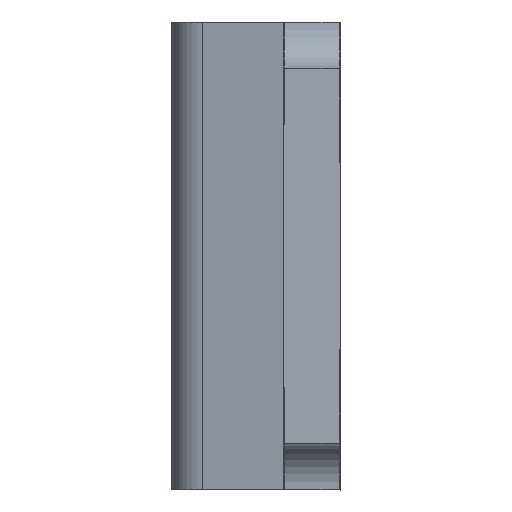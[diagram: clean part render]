
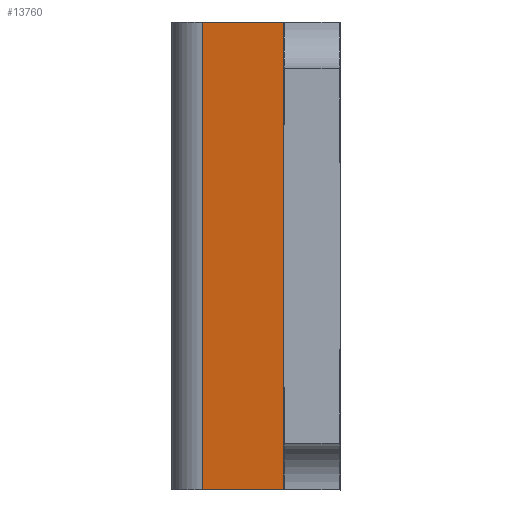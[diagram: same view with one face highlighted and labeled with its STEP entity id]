
A CAD part, left-side view. The second image highlights one B-rep face of the part: STEP entity #13760.
In plain terms, the highlighted planar face has unit normal (-0.986, 0.164, 0).
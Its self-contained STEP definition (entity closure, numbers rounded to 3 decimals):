
#317 = CARTESIAN_POINT ( 'NONE',  ( -0.65, 0.075, 0.625 ) ) ;
#318 = CARTESIAN_POINT ( 'NONE',  ( -0.614, 0.291, 0.625 ) ) ;
#446 = FACE_OUTER_BOUND ( 'NONE', #13761, .T. ) ;
#483 = DIRECTION ( 'NONE',  ( -0.164, -0.986, 0. ) ) ;
#484 = VECTOR ( 'NONE', #483, 1000. ) ;
#485 = CARTESIAN_POINT ( 'NONE',  ( -0.921, -1.548, 0.625 ) ) ;
#487 = DIRECTION ( 'NONE',  ( 0.164, 0.986, 0. ) ) ;
#488 = DIRECTION ( 'NONE',  ( 0.986, -0.164, 0. ) ) ;
#489 = CARTESIAN_POINT ( 'NONE',  ( -0.921, -1.548, 0.625 ) ) ;
#490 = AXIS2_PLACEMENT_3D ( 'NONE', #489, #488, #487 ) ;
#491 = LINE ( 'NONE', #485, #484 ) ;
#492 = PLANE ( 'NONE',  #490 ) ;
#13696 = VERTEX_POINT ( 'NONE', #318 ) ;
#13697 = VERTEX_POINT ( 'NONE', #317 ) ;
#13760 = ADVANCED_FACE ( 'NONE', ( #446 ), #492, .F. ) ;
#13761 = EDGE_LOOP ( 'NONE', ( #13762, #13769, #16626, #16569 ) ) ;
#13762 = ORIENTED_EDGE ( 'NONE', *, *, #13763, .F. ) ;
#13763 = EDGE_CURVE ( 'NONE', #13696, #13697, #491, .T. ) ;
#13769 = ORIENTED_EDGE ( 'NONE', *, *, #16622, .T. ) ;
#16569 = ORIENTED_EDGE ( 'NONE', *, *, #16621, .F. ) ;
#16613 = VERTEX_POINT ( 'NONE', #19421 ) ;
#16617 = VERTEX_POINT ( 'NONE', #19416 ) ;
#16621 = EDGE_CURVE ( 'NONE', #13697, #16617, #19415, .T. ) ;
#16622 = EDGE_CURVE ( 'NONE', #13696, #16613, #19411, .T. ) ;
#16626 = ORIENTED_EDGE ( 'NONE', *, *, #16631, .T. ) ;
#16631 = EDGE_CURVE ( 'NONE', #16613, #16617, #19435, .T. ) ;
#19408 = DIRECTION ( 'NONE',  ( 0., 0., -1. ) ) ;
#19409 = VECTOR ( 'NONE', #19408, 1000. ) ;
#19410 = CARTESIAN_POINT ( 'NONE',  ( -0.614, 0.291, -0.625 ) ) ;
#19411 = LINE ( 'NONE', #19410, #19409 ) ;
#19412 = DIRECTION ( 'NONE',  ( 0., 0., -1. ) ) ;
#19413 = VECTOR ( 'NONE', #19412, 1000. ) ;
#19414 = CARTESIAN_POINT ( 'NONE',  ( -0.65, 0.075, 0.625 ) ) ;
#19415 = LINE ( 'NONE', #19414, #19413 ) ;
#19416 = CARTESIAN_POINT ( 'NONE',  ( -0.65, 0.075, -0.625 ) ) ;
#19421 = CARTESIAN_POINT ( 'NONE',  ( -0.614, 0.291, -0.625 ) ) ;
#19432 = DIRECTION ( 'NONE',  ( -0.164, -0.986, 0. ) ) ;
#19433 = VECTOR ( 'NONE', #19432, 1000. ) ;
#19434 = CARTESIAN_POINT ( 'NONE',  ( -0.921, -1.548, -0.625 ) ) ;
#19435 = LINE ( 'NONE', #19434, #19433 ) ;
